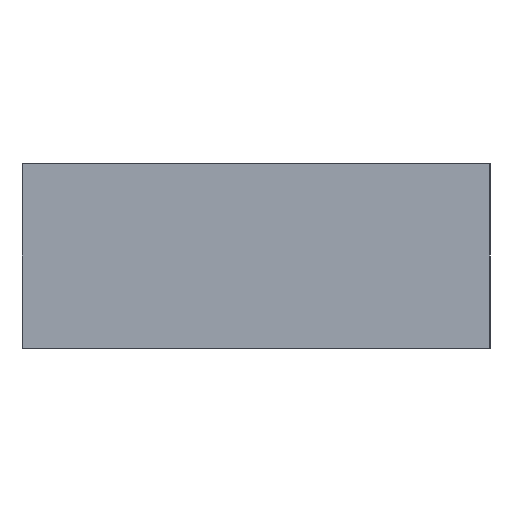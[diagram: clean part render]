
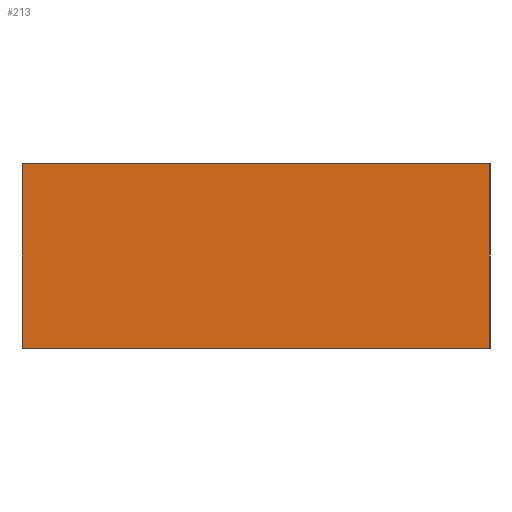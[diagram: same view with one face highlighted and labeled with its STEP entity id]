
A CAD part, left-side view. The second image highlights one B-rep face of the part: STEP entity #213.
In plain terms, the highlighted planar face has unit normal (-1, 0, 0).
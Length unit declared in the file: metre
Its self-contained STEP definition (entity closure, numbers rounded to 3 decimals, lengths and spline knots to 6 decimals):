
#34=ORIENTED_EDGE('',*,*,#82,.T.);
#35=ORIENTED_EDGE('',*,*,#83,.F.);
#36=ORIENTED_EDGE('',*,*,#84,.F.);
#37=ORIENTED_EDGE('',*,*,#79,.T.);
#79=EDGE_CURVE('',#104,#102,#123,.T.);
#82=EDGE_CURVE('',#102,#106,#126,.T.);
#83=EDGE_CURVE('',#107,#106,#127,.T.);
#84=EDGE_CURVE('',#104,#107,#128,.T.);
#102=VERTEX_POINT('',#326);
#104=VERTEX_POINT('',#329);
#106=VERTEX_POINT('',#335);
#107=VERTEX_POINT('',#337);
#123=LINE('',#328,#135);
#126=LINE('',#334,#138);
#127=LINE('',#336,#139);
#128=LINE('',#338,#140);
#135=VECTOR('',#266,1.);
#138=VECTOR('',#271,1.);
#139=VECTOR('',#272,1.);
#140=VECTOR('',#273,1.);
#147=EDGE_LOOP('',(#34,#35,#36,#37));
#177=FACE_BOUND('',#147,.T.);
#207=PLANE('',#238);
#213=ADVANCED_FACE('',(#177),#207,.F.);
#238=AXIS2_PLACEMENT_3D('',#333,#269,#270);
#266=DIRECTION('',(0.,0.,-1.));
#269=DIRECTION('',(1.,0.,0.));
#270=DIRECTION('',(0.,0.,-1.));
#271=DIRECTION('',(0.,-1.,0.));
#272=DIRECTION('',(0.,0.,-1.));
#273=DIRECTION('',(0.,-1.,0.));
#326=CARTESIAN_POINT('',(-0.00152,0.00127,0.));
#328=CARTESIAN_POINT('',(-0.00152,0.00127,0.001));
#329=CARTESIAN_POINT('',(-0.00152,0.00127,0.001));
#333=CARTESIAN_POINT('',(-0.00152,0.,0.001));
#334=CARTESIAN_POINT('',(-0.00152,0.,0.));
#335=CARTESIAN_POINT('',(-0.00152,-0.00127,0.));
#336=CARTESIAN_POINT('',(-0.00152,-0.00127,0.001));
#337=CARTESIAN_POINT('',(-0.00152,-0.00127,0.001));
#338=CARTESIAN_POINT('',(-0.00152,0.,0.001));
